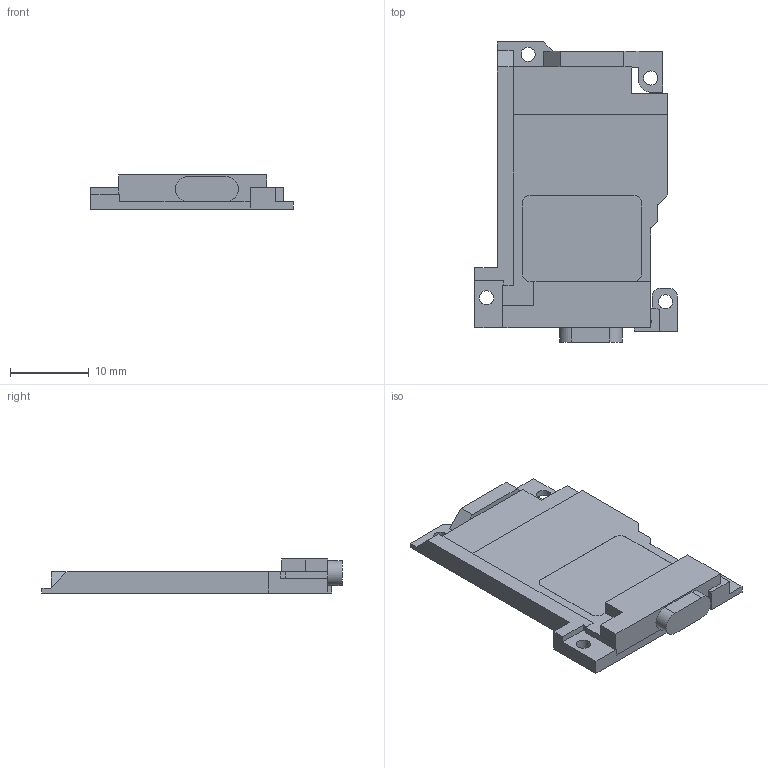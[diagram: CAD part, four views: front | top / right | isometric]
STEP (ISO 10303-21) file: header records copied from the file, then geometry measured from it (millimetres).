
FILE_DESCRIPTION(('FreeCAD Model'),'2;1');
FILE_NAME( 'iPhone8Speaker.step', '2021-05-12T17:17:57',('kicad StepUp'),('ksu MCAD'), 'Open CASCADE STEP processor 7.3','FreeCAD','Unknown');
FILE_SCHEMA(('AUTOMOTIVE_DESIGN { 1 0 10303 214 1 1 1 1 }'));
Length unit declared in the file: millimetre
Products named in the file (1): iPhone8Speaker
Bounding box: 25.8 x 38.24 x 4.34 mm (x, y, z)
Volume: 2091.7 mm3; surface area: 2050.3 mm2
Topology: 1 solids, 1 shells, 89 faces, 256 edges, 168 vertices
Faces by surface type: plane 75, cylinder 14
Full cylindrical faces by diameter (mm): 1 x1, 1.8 x4
Entity records: 3535 total; most frequent: CARTESIAN_POINT 514, ORIENTED_EDGE 512, DIRECTION 468, EDGE_CURVE 256, LINE 224, VECTOR 224, VERTEX_POINT 168, AXIS2_PLACEMENT_3D 122
